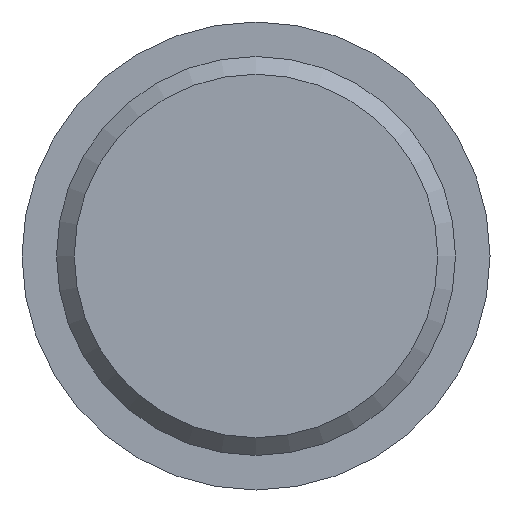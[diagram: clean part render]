
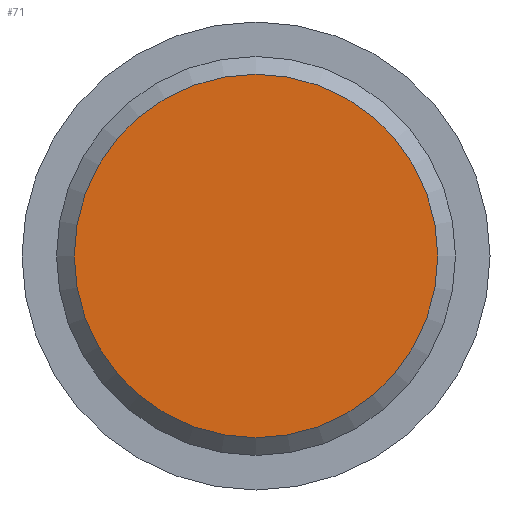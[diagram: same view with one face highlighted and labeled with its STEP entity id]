
A CAD part, front view. The second image highlights one B-rep face of the part: STEP entity #71.
In plain terms, the highlighted planar face has unit normal (0, -1, 0).
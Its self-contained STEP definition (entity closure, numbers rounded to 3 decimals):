
#71 = ADVANCED_FACE( '', ( #148 ), #149, .F. );
#148 = FACE_OUTER_BOUND( '', #225, .T. );
#149 = PLANE( '', #226 );
#225 = EDGE_LOOP( '', ( #353 ) );
#226 = AXIS2_PLACEMENT_3D( '', #354, #355, #356 );
#353 = ORIENTED_EDGE( '', *, *, #454, .T. );
#354 = CARTESIAN_POINT( '', ( 15.146, -16., 0. ) );
#355 = DIRECTION( '', ( 0., 1., 0. ) );
#356 = DIRECTION( '', ( 0., 0., 1. ) );
#454 = EDGE_CURVE( '', #536, #536, #537, .T. );
#536 = VERTEX_POINT( '', #696 );
#537 = CIRCLE( '', #697, 15.146 );
#696 = CARTESIAN_POINT( '', ( 0., -16., -15.146 ) );
#697 = AXIS2_PLACEMENT_3D( '', #756, #757, #758 );
#756 = CARTESIAN_POINT( '', ( 0., -16., 0. ) );
#757 = DIRECTION( '', ( 0., -1., 0. ) );
#758 = DIRECTION( '', ( 0., 0., -1. ) );
